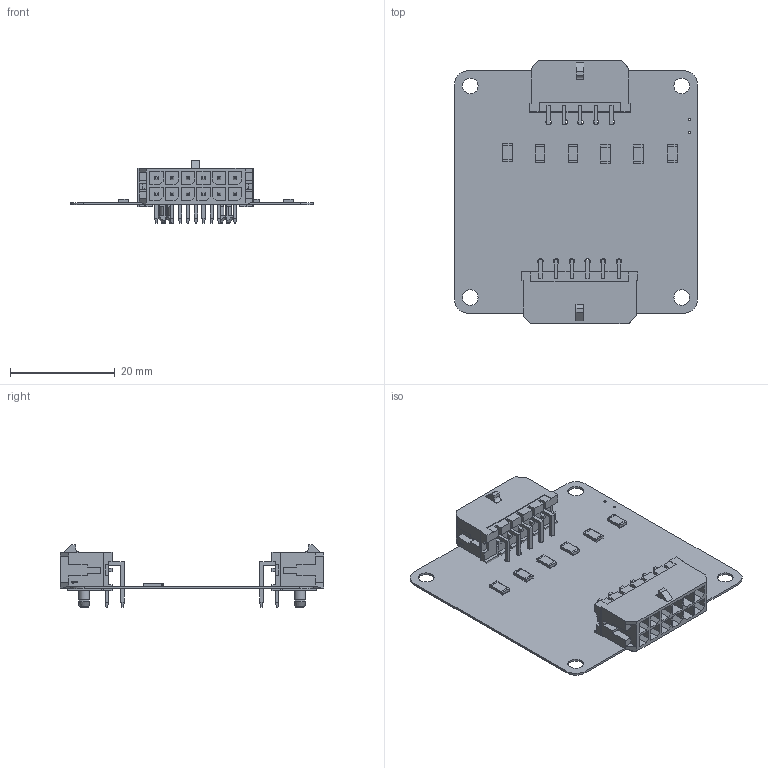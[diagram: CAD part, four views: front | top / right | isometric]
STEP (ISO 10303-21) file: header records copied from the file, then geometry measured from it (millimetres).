
FILE_DESCRIPTION(('Open CASCADE Model'),'2;1');
FILE_NAME('Open CASCADE Shape Model','2020-02-29T00:04:47',('Author'),( 'Open CASCADE'),'Open CASCADE STEP processor 6.8','Open CASCADE 6.8' ,'Unknown');
FILE_SCHEMA(('AUTOMOTIVE_DESIGN { 1 0 10303 214 1 1 1 1 }'));
Length unit declared in the file: millimetre
Products named in the file (27): PCB; Board; Open CASCADE STEP translator 6.8 8.1.1; R1; 6030302304; Mid_Body; Terminal; Open_CASCADE_STEP_translator_6.8_2.2.1; Mark; P2; 430451200; Open CASCADE STEP translator 6.8 8.3.1.1; Open CASCADE STEP translator 6.8 8.3.1.2; R2; 6030311184; R6; R5; R4; R3; P1; 430451000_RGB0; Open CASCADE STEP translator 6.8 8.9.1.1; Open CASCADE STEP translator 6.8 8.9.1.2
Assembly tree (32 placements, depth 5):
  PCB
    Board
      Open CASCADE STEP translator 6.8 8.1.1
    R1
      6030302304
        Mid_Body
        Terminal  x2
          Open_CASCADE_STEP_translator_6.8_2.2.1
        Mark
    P2
      430451200
        Open CASCADE STEP translator 6.8 8.3.1.1
        Open CASCADE STEP translator 6.8 8.3.1.2
    R2
      6030311184
        Mid_Body
        Terminal  x2
          Open_CASCADE_STEP_translator_6.8_2.2.1
        Mark
    R6
      6030311184
        Mid_Body
        Terminal  x2
          Open_CASCADE_STEP_translator_6.8_2.2.1
        Mark
    R5
      6030302304
        Mid_Body
        Terminal  x2
          Open_CASCADE_STEP_translator_6.8_2.2.1
        Mark
    R4
      6030311184
        Mid_Body
        Terminal  x2
          Open_CASCADE_STEP_translator_6.8_2.2.1
        Mark
    R3
      6030302304
        Mid_Body
        Terminal  x2
          Open_CASCADE_STEP_translator_6.8_2.2.1
        Mark
    P1
      430451000_RGB0
        Open CASCADE STEP translator 6.8 8.9.1.1
        Open CASCADE STEP translator 6.8 8.9.1.2
Bounding box: 46.4 x 50.38 x 11.95 mm (x, y, z)
Volume: 2581.9 mm3; surface area: 8504.5 mm2
Topology: 27 solids, 27 shells, 1278 faces, 3222 edges, 2108 vertices
Faces by surface type: plane 1224, cylinder 46, cone 4, torus 4
Full cylindrical faces by diameter (mm): 0.45 x2, 1.02 x22, 3 x8
Entity records: 38351 total; most frequent: CARTESIAN_POINT 6125, ORIENTED_EDGE 5656, DIRECTION 5344, EDGE_CURVE 2828, LINE 2706, VECTOR 2706, VERTEX_POINT 1768, AXIS2_PLACEMENT_3D 1319
